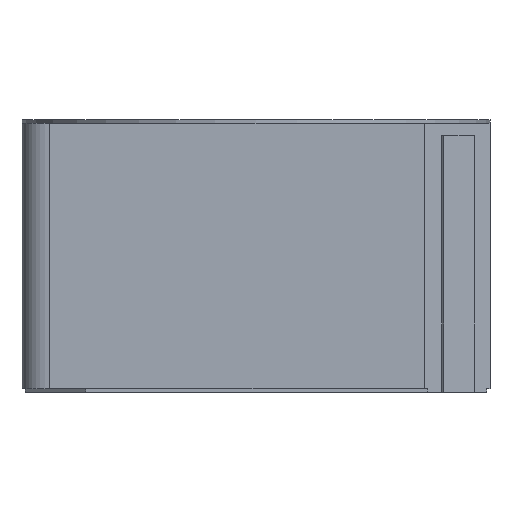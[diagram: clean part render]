
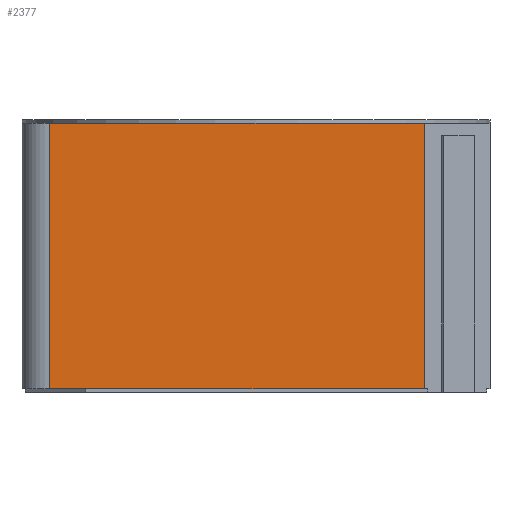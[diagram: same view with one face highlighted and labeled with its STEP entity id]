
A CAD part, front view. The second image highlights one B-rep face of the part: STEP entity #2377.
In plain terms, the highlighted planar face has unit normal (0, -1, 0).
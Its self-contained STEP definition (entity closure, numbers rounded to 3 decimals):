
#40=LINE('',#3140,#220);
#75=LINE('',#3217,#255);
#82=LINE('',#3244,#262);
#83=LINE('',#3249,#263);
#85=LINE('',#3252,#265);
#220=VECTOR('',#2581,1000.);
#255=VECTOR('',#2642,1000.);
#262=VECTOR('',#2673,1000.);
#263=VECTOR('',#2678,1000.);
#265=VECTOR('',#2682,1000.);
#543=ORIENTED_EDGE('',*,*,#1016,.F.);
#544=ORIENTED_EDGE('',*,*,#1018,.T.);
#545=ORIENTED_EDGE('',*,*,#1020,.T.);
#546=ORIENTED_EDGE('',*,*,#965,.T.);
#547=ORIENTED_EDGE('',*,*,#1003,.F.);
#965=EDGE_CURVE('',#1218,#1217,#40,.T.);
#1003=EDGE_CURVE('',#1246,#1217,#75,.T.);
#1016=EDGE_CURVE('',#1254,#1246,#82,.T.);
#1018=EDGE_CURVE('',#1254,#1255,#83,.F.);
#1020=EDGE_CURVE('',#1255,#1218,#85,.T.);
#1217=VERTEX_POINT('',#3139);
#1218=VERTEX_POINT('',#3141);
#1246=VERTEX_POINT('',#3216);
#1254=VERTEX_POINT('',#3243);
#1255=VERTEX_POINT('',#3247);
#1416=EDGE_LOOP('',(#543,#544,#545,#546,#547));
#1521=FACE_BOUND('',#1416,.T.);
#1615=PLANE('',#2491);
#2377=ADVANCED_FACE('',(#1521),#1615,.T.);
#2491=AXIS2_PLACEMENT_3D('',#3251,#2680,#2681);
#2581=DIRECTION('',(0.,0.,1.));
#2642=DIRECTION('',(1.,0.,0.));
#2673=DIRECTION('',(1.,0.,0.));
#2678=DIRECTION('',(0.,0.,1.));
#2680=DIRECTION('',(0.,-1.,0.));
#2681=DIRECTION('',(0.,0.,-1.));
#2682=DIRECTION('',(1.,0.,0.));
#3139=CARTESIAN_POINT('',(2.406,-3.35,1.));
#3140=CARTESIAN_POINT('',(2.406,-3.35,-2.8));
#3141=CARTESIAN_POINT('',(2.406,-3.35,-2.8));
#3216=CARTESIAN_POINT('',(0.,-3.35,1.));
#3217=CARTESIAN_POINT('',(0.,-3.35,1.));
#3243=CARTESIAN_POINT('',(-2.95,-3.35,1.));
#3244=CARTESIAN_POINT('',(0.,-3.35,1.));
#3247=CARTESIAN_POINT('',(-2.95,-3.35,-2.8));
#3249=CARTESIAN_POINT('',(-2.95,-3.35,-2.8));
#3251=CARTESIAN_POINT('',(0.,-3.35,-2.8));
#3252=CARTESIAN_POINT('',(-3.35,-3.35,-2.8));
